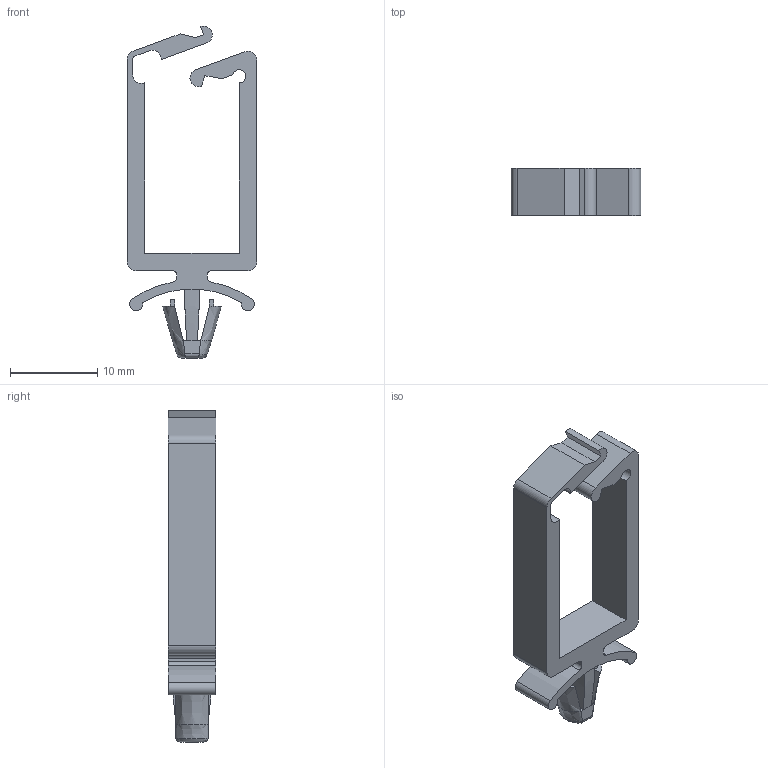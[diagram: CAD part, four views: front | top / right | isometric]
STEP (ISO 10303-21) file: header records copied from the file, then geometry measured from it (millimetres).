
FILE_DESCRIPTION( ( 'Unknown' ), '1' );
FILE_NAME( '521426000.stp', 'Unknown', ( 'Unknown' ), ( 'Unknown' ), 'PSStep 16.0.42', 'Unknown', ' ' );
FILE_SCHEMA( ( 'AUTOMOTIVE_DESIGN { 1 0 10303 214 1 1 1 1 }' ) );
Length unit declared in the file: millimetre
Products named in the file (1): 1
Bounding box: 14.8 x 5.4 x 38 mm (x, y, z)
Volume: 945.5 mm3; surface area: 1501.5 mm2
Topology: 1 solids, 1 shells, 72 faces, 191 edges, 122 vertices
Faces by surface type: plane 41, cylinder 21, bspline 10
Entity records: 4059 total; most frequent: CARTESIAN_POINT 1744, ORIENTED_EDGE 382, DIRECTION 323, EDGE_CURVE 191, VERTEX_POINT 122, LINE 121, VECTOR 121, AXIS2_PLACEMENT_3D 101
